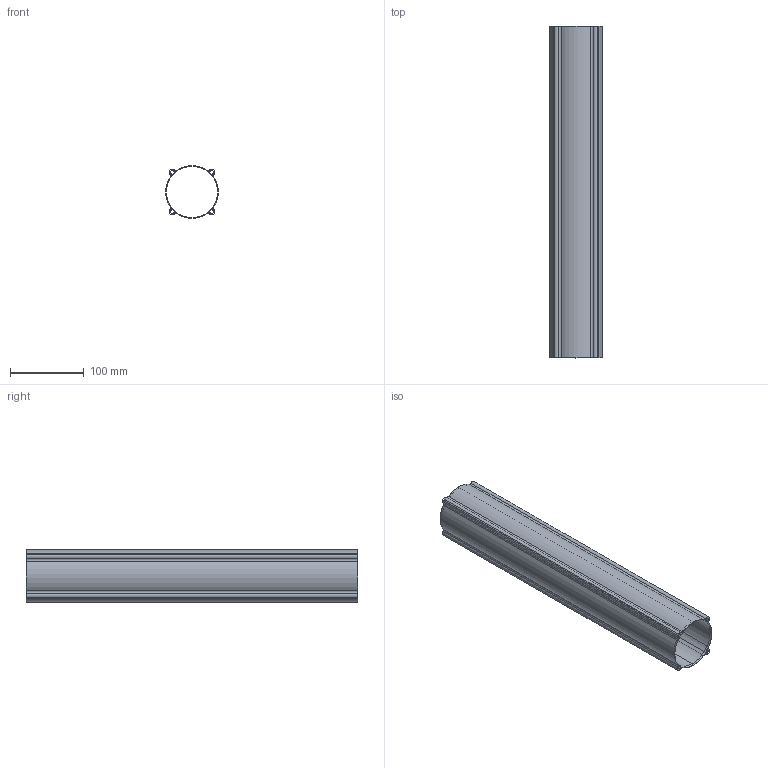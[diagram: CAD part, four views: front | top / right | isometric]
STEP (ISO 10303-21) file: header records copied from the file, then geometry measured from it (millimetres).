
FILE_DESCRIPTION(('FreeCAD Model'),'2;1');
FILE_NAME('Open CASCADE Shape Model','2021-06-14T13:01:05',( 'Anool Mahidharia'),('WyoLum'),'Open CASCADE STEP processor 7.4', 'FreeCAD','Unknown');
FILE_SCHEMA(('AUTOMOTIVE_DESIGN { 1 0 10303 214 1 1 1 1 }'));
Length unit declared in the file: millimetre
Products named in the file (1): Chamfer001
Bounding box: 71.25 x 450 x 71.37 mm (x, y, z)
Volume: 151402.8 mm3; surface area: 240985 mm2
Topology: 1 solids, 1 shells, 57 faces, 161 edges, 106 vertices
Faces by surface type: cylinder 43, plane 10, cone 4
Entity records: 1919 total; most frequent: DIRECTION 367, CARTESIAN_POINT 325, ORIENTED_EDGE 322, EDGE_CURVE 161, AXIS2_PLACEMENT_3D 148, VERTEX_POINT 106, CIRCLE 90, LINE 71
